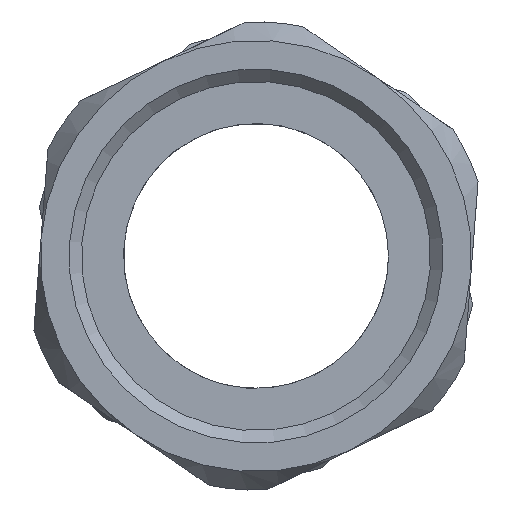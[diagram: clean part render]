
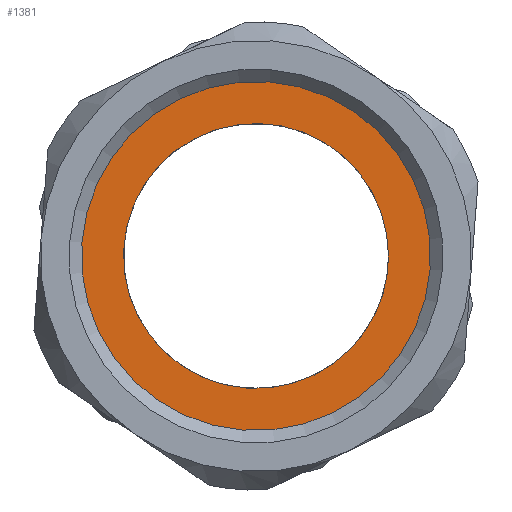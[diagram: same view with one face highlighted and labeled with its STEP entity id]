
A CAD part, front view. The second image highlights one B-rep face of the part: STEP entity #1381.
In plain terms, the highlighted planar face has unit normal (0, -1, 0).
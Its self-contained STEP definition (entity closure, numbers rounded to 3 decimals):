
#95=FACE_BOUND('',#223,.T.);
#104=PLANE('',#1515);
#140=FACE_OUTER_BOUND('',#222,.T.);
#222=EDGE_LOOP('',(#914,#915));
#223=EDGE_LOOP('',(#916,#917));
#388=CIRCLE('',#1471,21.5);
#389=CIRCLE('',#1472,21.5);
#417=CIRCLE('',#1513,30.5);
#418=CIRCLE('',#1514,30.5);
#504=VERTEX_POINT('',#2110);
#505=VERTEX_POINT('',#2112);
#540=VERTEX_POINT('',#2236);
#541=VERTEX_POINT('',#2237);
#639=EDGE_CURVE('',#504,#505,#388,.T.);
#640=EDGE_CURVE('',#505,#504,#389,.T.);
#687=EDGE_CURVE('',#540,#541,#417,.T.);
#688=EDGE_CURVE('',#541,#540,#418,.T.);
#914=ORIENTED_EDGE('',*,*,#687,.T.);
#915=ORIENTED_EDGE('',*,*,#688,.T.);
#916=ORIENTED_EDGE('',*,*,#640,.F.);
#917=ORIENTED_EDGE('',*,*,#639,.F.);
#1381=ADVANCED_FACE('',(#140,#95),#104,.F.);
#1471=AXIS2_PLACEMENT_3D('',#2113,#1673,#1674);
#1472=AXIS2_PLACEMENT_3D('',#2114,#1675,#1676);
#1513=AXIS2_PLACEMENT_3D('',#2238,#1762,#1763);
#1514=AXIS2_PLACEMENT_3D('',#2239,#1764,#1765);
#1515=AXIS2_PLACEMENT_3D('',#2241,#1767,#1768);
#1673=DIRECTION('center_axis',(0.,-1.,0.));
#1674=DIRECTION('ref_axis',(-0.825,0.,0.565));
#1675=DIRECTION('center_axis',(0.,-1.,0.));
#1676=DIRECTION('ref_axis',(-0.825,0.,0.565));
#1762=DIRECTION('center_axis',(0.,-1.,0.));
#1763=DIRECTION('ref_axis',(-0.825,0.,0.565));
#1764=DIRECTION('center_axis',(0.,-1.,0.));
#1765=DIRECTION('ref_axis',(-0.825,0.,0.565));
#1767=DIRECTION('center_axis',(0.,1.,0.));
#1768=DIRECTION('ref_axis',(-0.565,0.,-0.825));
#2110=CARTESIAN_POINT('',(46.75,-36.7,0.));
#2112=CARTESIAN_POINT('',(42.983,-36.7,-12.158));
#2113=CARTESIAN_POINT('Origin',(25.25,-36.7,0.));
#2114=CARTESIAN_POINT('Origin',(25.25,-36.7,0.));
#2236=CARTESIAN_POINT('',(0.095,-36.7,17.247));
#2237=CARTESIAN_POINT('',(50.405,-36.7,-17.247));
#2238=CARTESIAN_POINT('Origin',(25.25,-36.7,0.));
#2239=CARTESIAN_POINT('Origin',(25.25,-36.7,0.));
#2241=CARTESIAN_POINT('Origin',(3.861,-36.7,14.665));
